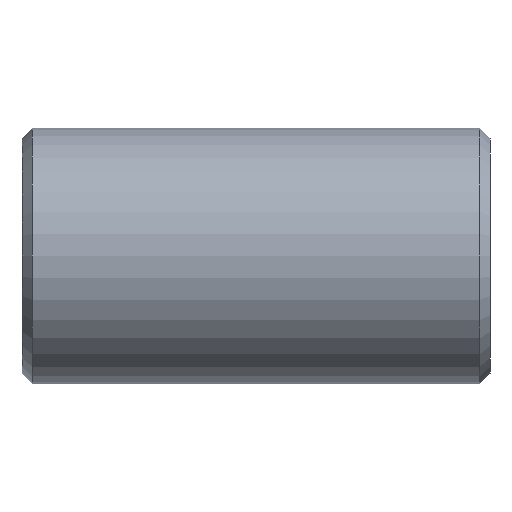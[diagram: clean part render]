
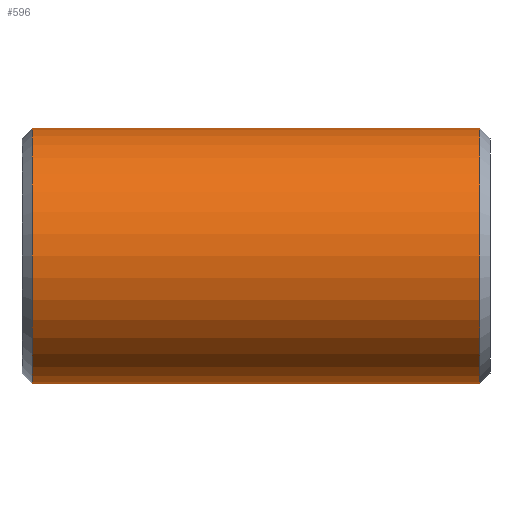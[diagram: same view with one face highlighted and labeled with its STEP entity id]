
A CAD part, front view. The second image highlights one B-rep face of the part: STEP entity #596.
In plain terms, the highlighted cylindrical face has radius 57.15 mm (diameter 114.3 mm), a partial arc.
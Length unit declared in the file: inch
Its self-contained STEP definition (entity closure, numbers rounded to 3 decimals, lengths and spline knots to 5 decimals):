
#3 = DIRECTION ( 'NONE',  ( 0., 0., 1. ) ) ;
#34 = ORIENTED_EDGE ( 'NONE', *, *, #739, .T. ) ;
#43 = VERTEX_POINT ( 'NONE', #575 ) ;
#79 = EDGE_CURVE ( 'NONE', #205, #335, #497, .T. ) ;
#84 = FACE_OUTER_BOUND ( 'NONE', #367, .T. ) ;
#86 = DIRECTION ( 'NONE',  ( -1., 0., 0. ) ) ;
#101 = CARTESIAN_POINT ( 'NONE',  ( 3.943, 0., -2.25 ) ) ;
#140 = CIRCLE ( 'NONE', #450, 2.25 ) ;
#145 = CARTESIAN_POINT ( 'NONE',  ( 4.12, 0., 2.25 ) ) ;
#163 = CARTESIAN_POINT ( 'NONE',  ( -3.943, 0., 2.25 ) ) ;
#182 = VERTEX_POINT ( 'NONE', #101 ) ;
#183 = CARTESIAN_POINT ( 'NONE',  ( 4.12, 0., 0. ) ) ;
#202 = ORIENTED_EDGE ( 'NONE', *, *, #700, .F. ) ;
#203 = LINE ( 'NONE', #625, #461 ) ;
#205 = VERTEX_POINT ( 'NONE', #163 ) ;
#208 = CARTESIAN_POINT ( 'NONE',  ( 3.943, 0., 0. ) ) ;
#229 = CARTESIAN_POINT ( 'NONE',  ( -3.943, 0., -2.25 ) ) ;
#235 = DIRECTION ( 'NONE',  ( 0., 0., -1. ) ) ;
#241 = EDGE_CURVE ( 'NONE', #182, #43, #140, .T. ) ;
#306 = CYLINDRICAL_SURFACE ( 'NONE', #320, 2.25 ) ;
#320 = AXIS2_PLACEMENT_3D ( 'NONE', #183, #542, #3 ) ;
#335 = VERTEX_POINT ( 'NONE', #229 ) ;
#367 = EDGE_LOOP ( 'NONE', ( #202, #378, #34, #547 ) ) ;
#378 = ORIENTED_EDGE ( 'NONE', *, *, #241, .T. ) ;
#410 = CARTESIAN_POINT ( 'NONE',  ( -3.943, 0., 0. ) ) ;
#450 = AXIS2_PLACEMENT_3D ( 'NONE', #208, #701, #235 ) ;
#461 = VECTOR ( 'NONE', #86, 39.37008 ) ;
#497 = CIRCLE ( 'NONE', #727, 2.25 ) ;
#499 = LINE ( 'NONE', #145, #661 ) ;
#542 = DIRECTION ( 'NONE',  ( -1., 0., 0. ) ) ;
#547 = ORIENTED_EDGE ( 'NONE', *, *, #79, .T. ) ;
#575 = CARTESIAN_POINT ( 'NONE',  ( 3.943, 0., 2.25 ) ) ;
#595 = DIRECTION ( 'NONE',  ( 0., 0., 1. ) ) ;
#596 = ADVANCED_FACE ( 'NONE', ( #84 ), #306, .T. ) ;
#625 = CARTESIAN_POINT ( 'NONE',  ( 4.12, 0., -2.25 ) ) ;
#661 = VECTOR ( 'NONE', #684, 39.37008 ) ;
#684 = DIRECTION ( 'NONE',  ( -1., 0., 0. ) ) ;
#700 = EDGE_CURVE ( 'NONE', #182, #335, #203, .T. ) ;
#701 = DIRECTION ( 'NONE',  ( -1., 0., 0. ) ) ;
#704 = DIRECTION ( 'NONE',  ( 1., 0., 0. ) ) ;
#727 = AXIS2_PLACEMENT_3D ( 'NONE', #410, #704, #595 ) ;
#739 = EDGE_CURVE ( 'NONE', #43, #205, #499, .T. ) ;
